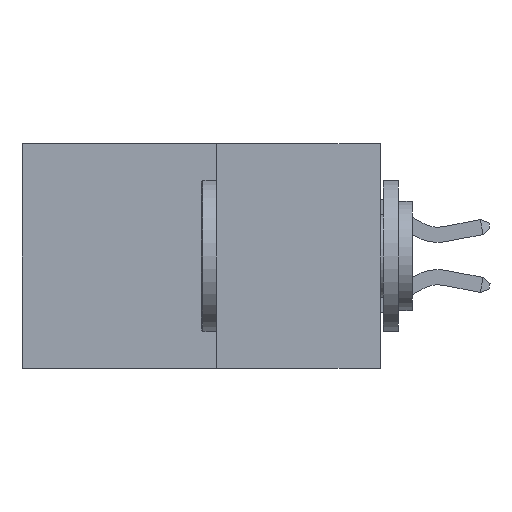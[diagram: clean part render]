
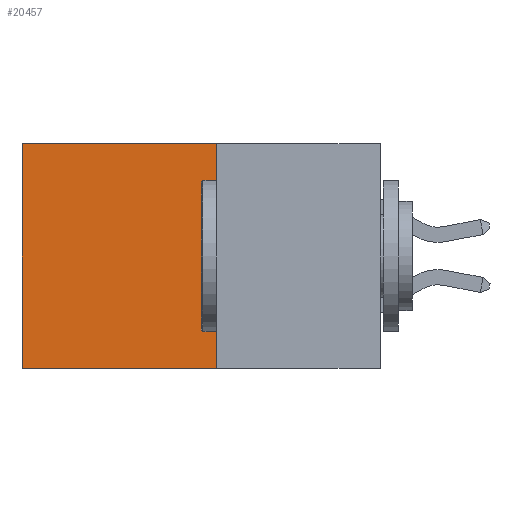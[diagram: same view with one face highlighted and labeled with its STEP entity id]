
A CAD part, left-side view. The second image highlights one B-rep face of the part: STEP entity #20457.
In plain terms, the highlighted planar face has unit normal (-1, 0, 0).
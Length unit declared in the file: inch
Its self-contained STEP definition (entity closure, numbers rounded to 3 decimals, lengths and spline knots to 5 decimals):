
#1657 = VERTEX_POINT ( 'NONE', #1733 ) ;
#1733 = CARTESIAN_POINT ( 'NONE',  ( 0.277, 0.27, 0. ) ) ;
#3086 = DIRECTION ( 'NONE',  ( 0., 0., -1. ) ) ;
#3933 = VECTOR ( 'NONE', #3086, 39.37008 ) ;
#4882 = EDGE_CURVE ( 'NONE', #17608, #21450, #7431, .T. ) ;
#4921 = VERTEX_POINT ( 'NONE', #15158 ) ;
#5004 = VECTOR ( 'NONE', #12516, 39.37008 ) ;
#5189 = CARTESIAN_POINT ( 'NONE',  ( 0.277, 0.27, -0.37 ) ) ;
#5540 = LINE ( 'NONE', #12441, #5004 ) ;
#6081 = EDGE_LOOP ( 'NONE', ( #13104, #22064, #8656, #13725 ) ) ;
#6911 = DIRECTION ( 'NONE',  ( 0., 0., -1. ) ) ;
#7431 = LINE ( 'NONE', #16401, #12047 ) ;
#8353 = EDGE_CURVE ( 'NONE', #4921, #21450, #11386, .T. ) ;
#8501 = LINE ( 'NONE', #15046, #3933 ) ;
#8582 = PLANE ( 'NONE',  #19983 ) ;
#8656 = ORIENTED_EDGE ( 'NONE', *, *, #19704, .F. ) ;
#9343 = DIRECTION ( 'NONE',  ( 0., 0., -1. ) ) ;
#9587 = CARTESIAN_POINT ( 'NONE',  ( 0.277, 0.59, -0.37 ) ) ;
#10697 = EDGE_CURVE ( 'NONE', #1657, #4921, #5540, .T. ) ;
#11386 = LINE ( 'NONE', #9587, #19926 ) ;
#12047 = VECTOR ( 'NONE', #15704, 39.37008 ) ;
#12441 = CARTESIAN_POINT ( 'NONE',  ( 0.277, 0.27, 0. ) ) ;
#12516 = DIRECTION ( 'NONE',  ( 0., 1., 0. ) ) ;
#13104 = ORIENTED_EDGE ( 'NONE', *, *, #8353, .T. ) ;
#13612 = CARTESIAN_POINT ( 'NONE',  ( 0.277, 0.27, -0.37 ) ) ;
#13725 = ORIENTED_EDGE ( 'NONE', *, *, #10697, .T. ) ;
#15046 = CARTESIAN_POINT ( 'NONE',  ( 0.277, 0.27, -0.37 ) ) ;
#15158 = CARTESIAN_POINT ( 'NONE',  ( 0.277, 0.59, 0. ) ) ;
#15704 = DIRECTION ( 'NONE',  ( 0., 1., 0. ) ) ;
#16401 = CARTESIAN_POINT ( 'NONE',  ( 0.277, 0.27, -0.37 ) ) ;
#16754 = FACE_OUTER_BOUND ( 'NONE', #6081, .T. ) ;
#17182 = DIRECTION ( 'NONE',  ( 1., 0., 0. ) ) ;
#17608 = VERTEX_POINT ( 'NONE', #13612 ) ;
#19704 = EDGE_CURVE ( 'NONE', #1657, #17608, #8501, .T. ) ;
#19791 = CARTESIAN_POINT ( 'NONE',  ( 0.277, 0.59, -0.37 ) ) ;
#19926 = VECTOR ( 'NONE', #9343, 39.37008 ) ;
#19983 = AXIS2_PLACEMENT_3D ( 'NONE', #5189, #17182, #6911 ) ;
#20457 = ADVANCED_FACE ( 'NONE', ( #16754 ), #8582, .F. ) ;
#21450 = VERTEX_POINT ( 'NONE', #19791 ) ;
#22064 = ORIENTED_EDGE ( 'NONE', *, *, #4882, .F. ) ;
